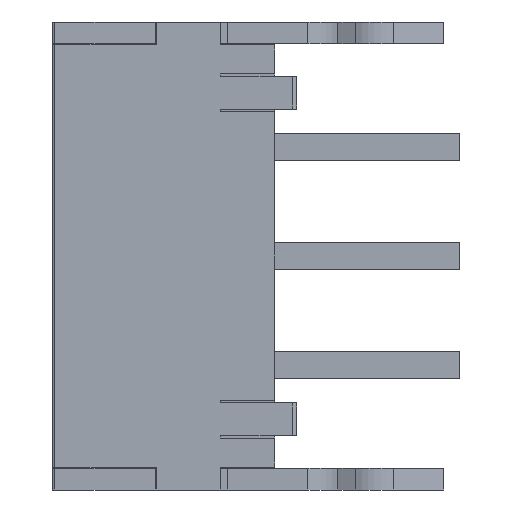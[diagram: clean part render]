
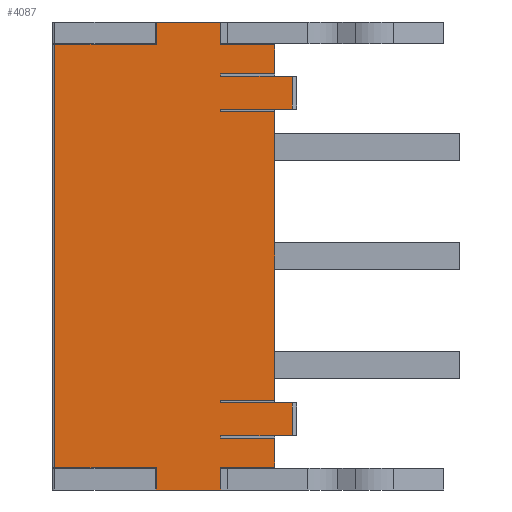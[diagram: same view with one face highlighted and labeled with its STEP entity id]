
A CAD part, left-side view. The second image highlights one B-rep face of the part: STEP entity #4087.
In plain terms, the highlighted planar face has unit normal (-1, 0, 0).
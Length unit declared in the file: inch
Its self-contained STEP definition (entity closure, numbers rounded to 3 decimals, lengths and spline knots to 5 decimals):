
#1621=CARTESIAN_POINT('',(-0.08465,-0.0235,0.15276));
#1622=VERTEX_POINT('',#1621);
#1629=CARTESIAN_POINT('',(-0.08465,-0.0235,0.13189));
#1630=VERTEX_POINT('',#1629);
#1631=CARTESIAN_POINT('',(-0.08465,-0.0235,0.13189));
#1632=DIRECTION('',(0.0,0.0,1.0));
#1633=VECTOR('',#1632,0.02087);
#1634=LINE('',#1631,#1633);
#1635=EDGE_CURVE('',#1630,#1622,#1634,.T.);
#1685=CARTESIAN_POINT('',(-0.08465,-0.0235,0.10433));
#1686=VERTEX_POINT('',#1685);
#1693=CARTESIAN_POINT('',(-0.08465,-0.0235,-0.10433));
#1694=VERTEX_POINT('',#1693);
#1695=CARTESIAN_POINT('',(-0.08465,-0.0235,-0.10433));
#1696=DIRECTION('',(0.0,0.0,1.0));
#1697=VECTOR('',#1696,0.20866);
#1698=LINE('',#1695,#1697);
#1699=EDGE_CURVE('',#1694,#1686,#1698,.T.);
#1749=CARTESIAN_POINT('',(-0.08465,-0.0235,-0.13189));
#1750=VERTEX_POINT('',#1749);
#1757=CARTESIAN_POINT('',(-0.08465,-0.0235,-0.15276));
#1758=VERTEX_POINT('',#1757);
#1759=CARTESIAN_POINT('',(-0.08465,-0.0235,-0.15276));
#1760=DIRECTION('',(0.0,0.0,1.0));
#1761=VECTOR('',#1760,0.02087);
#1762=LINE('',#1759,#1761);
#1763=EDGE_CURVE('',#1758,#1750,#1762,.T.);
#2103=CARTESIAN_POINT('',(-0.08465,0.01587,0.13189));
#2104=VERTEX_POINT('',#2103);
#2105=CARTESIAN_POINT('',(-0.08465,0.01587,0.13189));
#2106=DIRECTION('',(0.0,-1.0,0.0));
#2107=VECTOR('',#2106,0.03937);
#2108=LINE('',#2105,#2107);
#2109=EDGE_CURVE('',#2104,#1630,#2108,.T.);
#2125=CARTESIAN_POINT('',(-0.08465,0.01587,0.10433));
#2126=VERTEX_POINT('',#2125);
#2133=CARTESIAN_POINT('',(-0.08465,-0.0235,0.10433));
#2134=DIRECTION('',(0.0,1.0,0.0));
#2135=VECTOR('',#2134,0.03937);
#2136=LINE('',#2133,#2135);
#2137=EDGE_CURVE('',#1686,#2126,#2136,.T.);
#2190=CARTESIAN_POINT('',(-0.08465,0.01587,-0.13189));
#2191=VERTEX_POINT('',#2190);
#2198=CARTESIAN_POINT('',(-0.08465,-0.0235,-0.13189));
#2199=DIRECTION('',(0.0,1.0,0.0));
#2200=VECTOR('',#2199,0.03937);
#2201=LINE('',#2198,#2200);
#2202=EDGE_CURVE('',#1750,#2191,#2201,.T.);
#2228=CARTESIAN_POINT('',(-0.08465,0.01587,-0.10433));
#2229=VERTEX_POINT('',#2228);
#2230=CARTESIAN_POINT('',(-0.08465,0.01587,-0.10433));
#2231=DIRECTION('',(0.0,-1.0,0.0));
#2232=VECTOR('',#2231,0.03937);
#2233=LINE('',#2230,#2232);
#2234=EDGE_CURVE('',#2229,#1694,#2233,.T.);
#2918=CARTESIAN_POINT('',(-0.08465,0.01587,-0.15276));
#2919=VERTEX_POINT('',#2918);
#2920=CARTESIAN_POINT('',(-0.08465,0.01587,-0.15276));
#2921=DIRECTION('',(0.0,-1.0,0.0));
#2922=VECTOR('',#2921,0.03937);
#2923=LINE('',#2920,#2922);
#2924=EDGE_CURVE('',#2919,#1758,#2923,.T.);
#2975=CARTESIAN_POINT('',(-0.08465,0.01587,0.15276));
#2976=VERTEX_POINT('',#2975);
#2983=CARTESIAN_POINT('',(-0.08465,0.01587,0.15276));
#2984=DIRECTION('',(0.0,-1.0,0.0));
#2985=VECTOR('',#2984,0.03937);
#2986=LINE('',#2983,#2985);
#2987=EDGE_CURVE('',#2976,#1622,#2986,.T.);
#3122=CARTESIAN_POINT('',(-0.08465,0.01587,0.12992));
#3123=VERTEX_POINT('',#3122);
#3124=CARTESIAN_POINT('',(-0.08465,0.01587,0.12992));
#3125=DIRECTION('',(0.0,0.0,1.0));
#3126=VECTOR('',#3125,0.00197);
#3127=LINE('',#3124,#3126);
#3128=EDGE_CURVE('',#3123,#2104,#3127,.T.);
#3161=CARTESIAN_POINT('',(-0.08465,0.01587,0.16929));
#3162=VERTEX_POINT('',#3161);
#3169=CARTESIAN_POINT('',(-0.08465,0.01587,0.15276));
#3170=DIRECTION('',(0.0,0.0,1.0));
#3171=VECTOR('',#3170,0.01654);
#3172=LINE('',#3169,#3171);
#3173=EDGE_CURVE('',#2976,#3162,#3172,.T.);
#3192=CARTESIAN_POINT('',(-0.08465,0.01587,-0.12992));
#3193=VERTEX_POINT('',#3192);
#3200=CARTESIAN_POINT('',(-0.08465,0.01587,-0.13189));
#3201=DIRECTION('',(0.0,0.0,1.0));
#3202=VECTOR('',#3201,0.00197);
#3203=LINE('',#3200,#3202);
#3204=EDGE_CURVE('',#2191,#3193,#3203,.T.);
#3215=CARTESIAN_POINT('',(-0.08465,0.01587,-0.16929));
#3216=VERTEX_POINT('',#3215);
#3217=CARTESIAN_POINT('',(-0.08465,0.01587,-0.16929));
#3218=DIRECTION('',(0.0,0.0,1.0));
#3219=VECTOR('',#3218,0.01654);
#3220=LINE('',#3217,#3219);
#3221=EDGE_CURVE('',#3216,#2919,#3220,.T.);
#3246=CARTESIAN_POINT('',(-0.08465,0.01587,-0.1063));
#3247=VERTEX_POINT('',#3246);
#3248=CARTESIAN_POINT('',(-0.08465,0.01587,-0.1063));
#3249=DIRECTION('',(0.0,0.0,1.0));
#3250=VECTOR('',#3249,0.00197);
#3251=LINE('',#3248,#3250);
#3252=EDGE_CURVE('',#3247,#2229,#3251,.T.);
#3285=CARTESIAN_POINT('',(-0.08465,0.01587,0.1063));
#3286=VERTEX_POINT('',#3285);
#3293=CARTESIAN_POINT('',(-0.08465,0.01587,0.10433));
#3294=DIRECTION('',(0.0,0.0,1.0));
#3295=VECTOR('',#3294,0.00197);
#3296=LINE('',#3293,#3295);
#3297=EDGE_CURVE('',#2126,#3286,#3296,.T.);
#3440=CARTESIAN_POINT('',(-0.08465,-0.0361,0.1063));
#3441=VERTEX_POINT('',#3440);
#3449=CARTESIAN_POINT('',(-0.08465,0.01587,0.1063));
#3450=DIRECTION('',(0.0,-1.0,0.0));
#3451=VECTOR('',#3450,0.05197);
#3452=LINE('',#3449,#3451);
#3453=EDGE_CURVE('',#3286,#3441,#3452,.T.);
#3864=CARTESIAN_POINT('',(-0.08465,-0.0361,-0.12992));
#3865=VERTEX_POINT('',#3864);
#3883=CARTESIAN_POINT('',(-0.08465,-0.0361,-0.1063));
#3884=VERTEX_POINT('',#3883);
#3892=CARTESIAN_POINT('',(-0.08465,-0.0361,-0.1063));
#3893=DIRECTION('',(0.0,0.0,-1.0));
#3894=VECTOR('',#3893,0.02362);
#3895=LINE('',#3892,#3894);
#3896=EDGE_CURVE('',#3884,#3865,#3895,.T.);
#3930=CARTESIAN_POINT('',(-0.08465,-0.0361,-0.1063));
#3931=DIRECTION('',(0.0,1.0,0.0));
#3932=VECTOR('',#3931,0.05197);
#3933=LINE('',#3930,#3932);
#3934=EDGE_CURVE('',#3884,#3247,#3933,.T.);
#3970=CARTESIAN_POINT('',(-0.08465,-0.0361,0.12992));
#3971=VERTEX_POINT('',#3970);
#3979=CARTESIAN_POINT('',(-0.08465,-0.0361,0.12992));
#3980=DIRECTION('',(0.0,0.0,-1.0));
#3981=VECTOR('',#3980,0.02362);
#3982=LINE('',#3979,#3981);
#3983=EDGE_CURVE('',#3971,#3441,#3982,.T.);
#3995=CARTESIAN_POINT('',(-0.08465,-0.0447,-0.18622));
#3996=DIRECTION('',(-1.0,0.0,0.0));
#3997=DIRECTION('',(0.0,0.0,1.0));
#3998=AXIS2_PLACEMENT_3D('',#3995,#3996,#3997);
#3999=PLANE('',#3998);
#4000=ORIENTED_EDGE('',*,*,#3896,.F.);
#4001=ORIENTED_EDGE('',*,*,#3934,.T.);
#4002=ORIENTED_EDGE('',*,*,#3252,.T.);
#4003=ORIENTED_EDGE('',*,*,#2234,.T.);
#4004=ORIENTED_EDGE('',*,*,#1699,.T.);
#4005=ORIENTED_EDGE('',*,*,#2137,.T.);
#4006=ORIENTED_EDGE('',*,*,#3297,.T.);
#4007=ORIENTED_EDGE('',*,*,#3453,.T.);
#4008=ORIENTED_EDGE('',*,*,#3983,.F.);
#4009=CARTESIAN_POINT('',(-0.08465,-0.0361,0.12992));
#4010=DIRECTION('',(0.0,1.0,0.0));
#4011=VECTOR('',#4010,0.05197);
#4012=LINE('',#4009,#4011);
#4013=EDGE_CURVE('',#3971,#3123,#4012,.T.);
#4014=ORIENTED_EDGE('',*,*,#4013,.T.);
#4015=ORIENTED_EDGE('',*,*,#3128,.T.);
#4016=ORIENTED_EDGE('',*,*,#2109,.T.);
#4017=ORIENTED_EDGE('',*,*,#1635,.T.);
#4018=ORIENTED_EDGE('',*,*,#2987,.F.);
#4019=ORIENTED_EDGE('',*,*,#3173,.T.);
#4020=CARTESIAN_POINT('',(-0.08465,0.0622,0.16929));
#4021=VERTEX_POINT('',#4020);
#4022=CARTESIAN_POINT('',(-0.08465,0.01587,0.16929));
#4023=DIRECTION('',(0.0,1.0,0.0));
#4024=VECTOR('',#4023,0.04634);
#4025=LINE('',#4022,#4024);
#4026=EDGE_CURVE('',#3162,#4021,#4025,.T.);
#4027=ORIENTED_EDGE('',*,*,#4026,.T.);
#4028=CARTESIAN_POINT('',(-0.08465,0.0622,0.15315));
#4029=VERTEX_POINT('',#4028);
#4030=CARTESIAN_POINT('',(-0.08465,0.0622,0.16929));
#4031=DIRECTION('',(0.0,0.0,-1.0));
#4032=VECTOR('',#4031,0.01614);
#4033=LINE('',#4030,#4032);
#4034=EDGE_CURVE('',#4021,#4029,#4033,.T.);
#4035=ORIENTED_EDGE('',*,*,#4034,.T.);
#4036=CARTESIAN_POINT('',(-0.08465,0.13583,0.15315));
#4037=VERTEX_POINT('',#4036);
#4038=CARTESIAN_POINT('',(-0.08465,0.0622,0.15315));
#4039=DIRECTION('',(0.0,1.0,0.0));
#4040=VECTOR('',#4039,0.07362);
#4041=LINE('',#4038,#4040);
#4042=EDGE_CURVE('',#4029,#4037,#4041,.T.);
#4043=ORIENTED_EDGE('',*,*,#4042,.T.);
#4044=CARTESIAN_POINT('',(-0.08465,0.13583,-0.15315));
#4045=VERTEX_POINT('',#4044);
#4046=CARTESIAN_POINT('',(-0.08465,0.13583,-0.15315));
#4047=DIRECTION('',(0.0,0.0,1.0));
#4048=VECTOR('',#4047,0.3063);
#4049=LINE('',#4046,#4048);
#4050=EDGE_CURVE('',#4045,#4037,#4049,.T.);
#4051=ORIENTED_EDGE('',*,*,#4050,.F.);
#4052=CARTESIAN_POINT('',(-0.08465,0.0622,-0.15315));
#4053=VERTEX_POINT('',#4052);
#4054=CARTESIAN_POINT('',(-0.08465,0.13583,-0.15315));
#4055=DIRECTION('',(0.0,-1.0,0.0));
#4056=VECTOR('',#4055,0.07362);
#4057=LINE('',#4054,#4056);
#4058=EDGE_CURVE('',#4045,#4053,#4057,.T.);
#4059=ORIENTED_EDGE('',*,*,#4058,.T.);
#4060=CARTESIAN_POINT('',(-0.08465,0.0622,-0.16929));
#4061=VERTEX_POINT('',#4060);
#4062=CARTESIAN_POINT('',(-0.08465,0.0622,-0.15315));
#4063=DIRECTION('',(0.0,0.0,-1.0));
#4064=VECTOR('',#4063,0.01614);
#4065=LINE('',#4062,#4064);
#4066=EDGE_CURVE('',#4053,#4061,#4065,.T.);
#4067=ORIENTED_EDGE('',*,*,#4066,.T.);
#4068=CARTESIAN_POINT('',(-0.08465,0.0622,-0.16929));
#4069=DIRECTION('',(0.0,-1.0,0.0));
#4070=VECTOR('',#4069,0.04634);
#4071=LINE('',#4068,#4070);
#4072=EDGE_CURVE('',#4061,#3216,#4071,.T.);
#4073=ORIENTED_EDGE('',*,*,#4072,.T.);
#4074=ORIENTED_EDGE('',*,*,#3221,.T.);
#4075=ORIENTED_EDGE('',*,*,#2924,.T.);
#4076=ORIENTED_EDGE('',*,*,#1763,.T.);
#4077=ORIENTED_EDGE('',*,*,#2202,.T.);
#4078=ORIENTED_EDGE('',*,*,#3204,.T.);
#4079=CARTESIAN_POINT('',(-0.08465,0.01587,-0.12992));
#4080=DIRECTION('',(0.0,-1.0,0.0));
#4081=VECTOR('',#4080,0.05197);
#4082=LINE('',#4079,#4081);
#4083=EDGE_CURVE('',#3193,#3865,#4082,.T.);
#4084=ORIENTED_EDGE('',*,*,#4083,.T.);
#4085=EDGE_LOOP('',(#4000,#4001,#4002,#4003,#4004,#4005,#4006,#4007,#4008,#4014,#4015,#4016,#4017,#4018,#4019,#4027,#4035,#4043,#4051,#4059,#4067,#4073,#4074,#4075,#4076,#4077,#4078,#4084));
#4086=FACE_OUTER_BOUND('',#4085,.T.);
#4087=ADVANCED_FACE('',(#4086),#3999,.T.);
